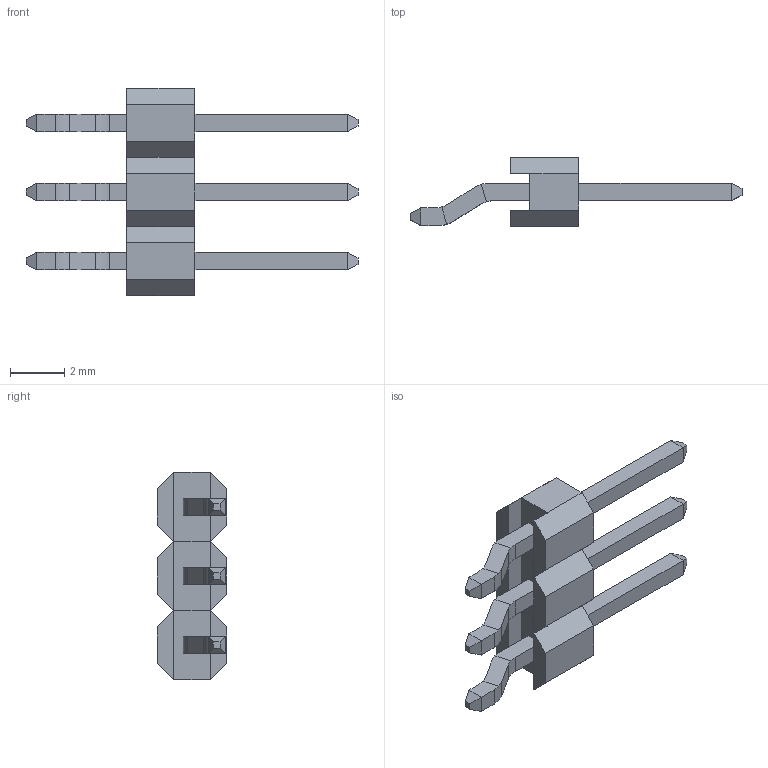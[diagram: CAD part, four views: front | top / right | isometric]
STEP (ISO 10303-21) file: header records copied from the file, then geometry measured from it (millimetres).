
FILE_DESCRIPTION (( 'STEP AP214' ), '1' );
FILE_NAME ('User Library-Header_male_2.54mm_1row_3position_SMT.STEP', '2024-03-31T06:06:50', ( '' ), ( '' ), 'SwSTEP 2.0', 'SolidWorks 2022', '' );
FILE_SCHEMA (( 'AUTOMOTIVE_DESIGN' ));
Length unit declared in the file: millimetre
Products named in the file (3): Header_male_2.54mm_1row_plastic_默认; Header_male_2.54mm_horizontal_SMT_short_pin_默认; User Library-Header_male_2.54mm_1row_3position_SMT
Assembly tree (6 placements, depth 2):
  User Library-Header_male_2.54mm_1row_3position_SMT
    Header_male_2.54mm_1row_plastic_默认  x3
    Header_male_2.54mm_horizontal_SMT_short_pin_默认  x3
Bounding box: 12.2 x 2.54 x 7.62 mm (x, y, z)
Volume: 48.5 mm3; surface area: 211 mm2
Topology: 6 solids, 6 shells, 132 faces, 324 edges, 204 vertices
Faces by surface type: plane 120, cylinder 12
Entity records: 1418 total; most frequent: DIRECTION 230, CARTESIAN_POINT 229, ORIENTED_EDGE 216, EDGE_CURVE 108, VECTOR 92, LINE 92, AXIS2_PLACEMENT_3D 69, VERTEX_POINT 68
